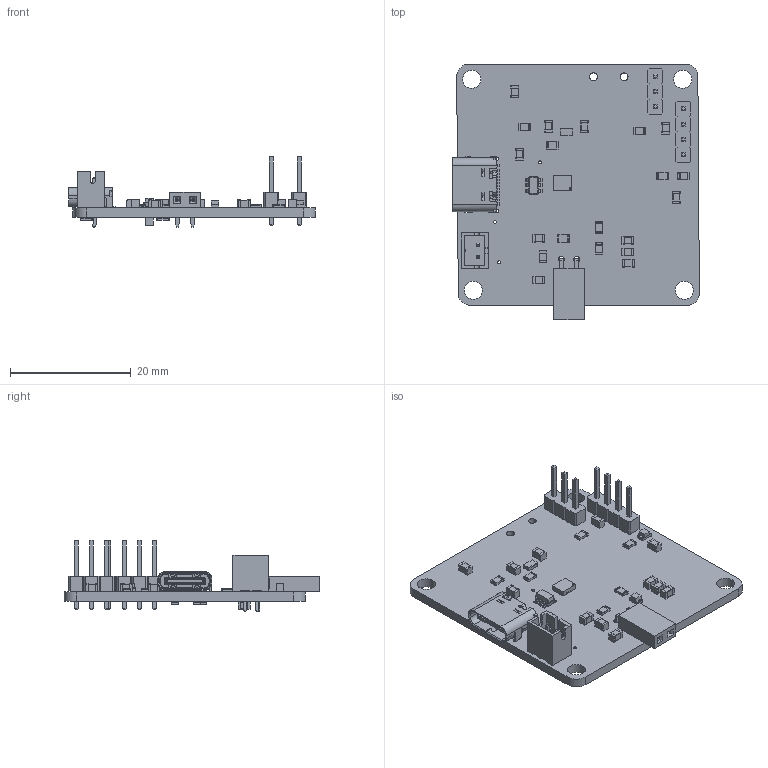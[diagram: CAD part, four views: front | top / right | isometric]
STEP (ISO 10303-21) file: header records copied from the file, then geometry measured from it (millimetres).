
FILE_DESCRIPTION(('KiCad electronic assembly'),'2;1');
FILE_NAME('wearable_som.step','2024-12-18T14:12:09',('Pcbnew'),('Kicad') ,'Open CASCADE STEP processor 7.8','KiCad to STEP converter','Unknown' );
FILE_SCHEMA(('AUTOMOTIVE_DESIGN { 1 0 10303 214 1 1 1 1 }'));
Length unit declared in the file: millimetre
Products named in the file (26): wearable_som 1; LED_0805_2012Metric; C_0805_2012Metric; R_0805_2012Metric; PinHeader_1x04_P2.54mm_Vertical; PinHeader_1x04_P254mm_Vertical; L_0805_2012Metric; PinSocket_1x02_P2.54mm_Horizontal; PinSocket_1x02_P254mm_Horizontal; USB4105-GF-A; USB4105GFA; BMI270; SOT-23-6; SOT_23_6; JST_PH_B2B-PH-K_1x02_P2.00mm_Vertical; JST_B2B_PH_K; Crystal_SMD_MicroCrystal_CC8V-T1A-2Pin_2.0x1.2mm; MicroCrystal_CC8V_T1A; PinHeader_1x03_P2.54mm_Vertical; PinHeader_1x03_P254mm_Vertical; wearable_som_PCB
Assembly tree (45 placements, depth 3):
  wearable_som 1
    LED_0805_2012Metric  x2
      LED_0805_2012Metric
    C_0805_2012Metric  x11
      C_0805_2012Metric
    R_0805_2012Metric  x9
      R_0805_2012Metric
    PinHeader_1x04_P2.54mm_Vertical
      PinHeader_1x04_P254mm_Vertical
    L_0805_2012Metric  x2
      L_0805_2012Metric
    PinSocket_1x02_P2.54mm_Horizontal
      PinSocket_1x02_P254mm_Horizontal
    USB4105-GF-A
      USB4105GFA
    BMI270
      BMI270
    SOT-23-6
      SOT_23_6
    JST_PH_B2B-PH-K_1x02_P2.00mm_Vertical
      JST_B2B_PH_K
    Crystal_SMD_MicroCrystal_CC8V-T1A-2Pin_2.0x1.2mm
      MicroCrystal_CC8V_T1A
    PinHeader_1x03_P2.54mm_Vertical
      PinHeader_1x03_P254mm_Vertical
    wearable_som_PCB
Bounding box: 40.93 x 42.41 x 11.94 mm (x, y, z)
Volume: 2990.3 mm3; surface area: 5221.3 mm2
Topology: 92 solids, 92 shells, 2330 faces, 5916 edges, 3834 vertices
Faces by surface type: plane 1723, cylinder 507, cone 64, bspline 36
Full cylindrical faces by diameter (mm): 0.5 x3, 0.65 x2, 0.75 x2, 1 x9, 1.3 x2, 3 x4
Entity records: 57609 total; most frequent: CARTESIAN_POINT 9741, ORIENTED_EDGE 8894, DIRECTION 8601, EDGE_CURVE 4447, LINE 3705, VECTOR 3705, VERTEX_POINT 2868, AXIS2_PLACEMENT_3D 2448
